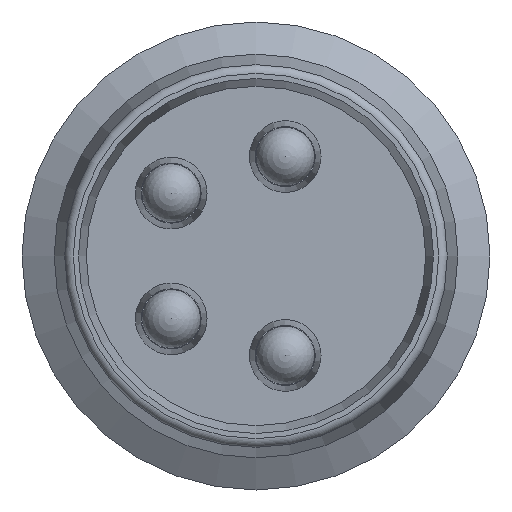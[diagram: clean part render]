
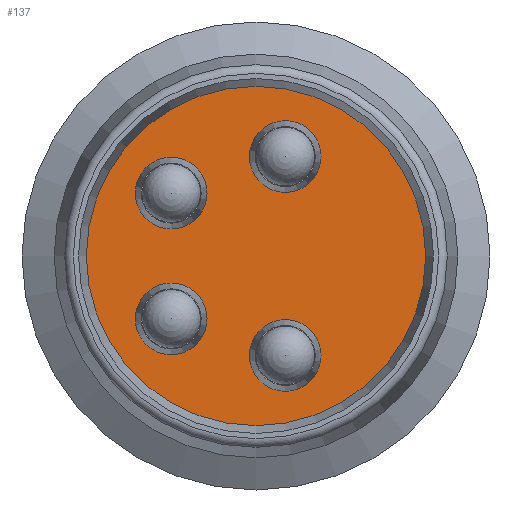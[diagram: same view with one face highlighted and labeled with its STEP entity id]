
A CAD part, front view. The second image highlights one B-rep face of the part: STEP entity #137.
In plain terms, the highlighted planar face has unit normal (0, -1, 0).
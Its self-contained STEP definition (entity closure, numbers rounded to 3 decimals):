
#89=PLANE('',#976);
#137=ADVANCED_FACE('',(#284,#285,#286,#287,#288),#89,.T.);
#284=FACE_BOUND('',#430,.T.);
#285=FACE_BOUND('',#431,.T.);
#286=FACE_BOUND('',#432,.T.);
#287=FACE_BOUND('',#433,.T.);
#288=FACE_BOUND('',#434,.T.);
#430=EDGE_LOOP('',(#584));
#431=EDGE_LOOP('',(#585));
#432=EDGE_LOOP('',(#586));
#433=EDGE_LOOP('',(#587));
#434=EDGE_LOOP('',(#588));
#584=ORIENTED_EDGE('',*,*,#764,.F.);
#585=ORIENTED_EDGE('',*,*,#767,.F.);
#586=ORIENTED_EDGE('',*,*,#773,.T.);
#587=ORIENTED_EDGE('',*,*,#777,.F.);
#588=ORIENTED_EDGE('',*,*,#770,.T.);
#687=VERTEX_POINT('',#1454);
#690=VERTEX_POINT('',#1462);
#693=VERTEX_POINT('',#1470);
#696=VERTEX_POINT('',#1478);
#700=VERTEX_POINT('',#1489);
#764=EDGE_CURVE('',#687,#687,#841,.T.);
#767=EDGE_CURVE('',#690,#690,#844,.T.);
#770=EDGE_CURVE('',#693,#693,#847,.T.);
#773=EDGE_CURVE('',#696,#696,#850,.T.);
#777=EDGE_CURVE('',#700,#700,#854,.T.);
#841=CIRCLE('',#953,0.613);
#844=CIRCLE('',#958,0.613);
#847=CIRCLE('',#963,0.613);
#850=CIRCLE('',#968,0.613);
#854=CIRCLE('',#975,2.9);
#953=AXIS2_PLACEMENT_3D('',#1453,#1178,#1179);
#958=AXIS2_PLACEMENT_3D('',#1461,#1188,#1189);
#963=AXIS2_PLACEMENT_3D('',#1469,#1198,#1199);
#968=AXIS2_PLACEMENT_3D('',#1477,#1208,#1209);
#975=AXIS2_PLACEMENT_3D('',#1488,#1222,#1223);
#976=AXIS2_PLACEMENT_3D('',#1490,#1224,#1225);
#1178=DIRECTION('',(0.,-1.,0.));
#1179=DIRECTION('',(0.,0.,1.));
#1188=DIRECTION('',(0.,-1.,0.));
#1189=DIRECTION('',(0.,0.,1.));
#1198=DIRECTION('',(0.,1.,0.));
#1199=DIRECTION('',(0.,0.,-1.));
#1208=DIRECTION('',(0.,1.,0.));
#1209=DIRECTION('',(0.,0.,-1.));
#1222=DIRECTION('',(0.,1.,0.));
#1223=DIRECTION('',(-1.,0.,0.));
#1224=DIRECTION('',(0.,-1.,0.));
#1225=DIRECTION('',(0.,0.,-1.));
#1453=CARTESIAN_POINT('',(50.5,45.1,1.7));
#1454=CARTESIAN_POINT('',(50.5,45.1,2.313));
#1461=CARTESIAN_POINT('',(48.55,45.1,1.075));
#1462=CARTESIAN_POINT('',(48.55,45.1,1.688));
#1469=CARTESIAN_POINT('',(50.5,45.1,-1.7));
#1470=CARTESIAN_POINT('',(50.5,45.1,-2.313));
#1477=CARTESIAN_POINT('',(48.55,45.1,-1.075));
#1478=CARTESIAN_POINT('',(48.55,45.1,-1.688));
#1488=CARTESIAN_POINT('',(50.,45.1,0.));
#1489=CARTESIAN_POINT('',(47.1,45.1,0.));
#1490=CARTESIAN_POINT('',(50.,45.1,0.));
